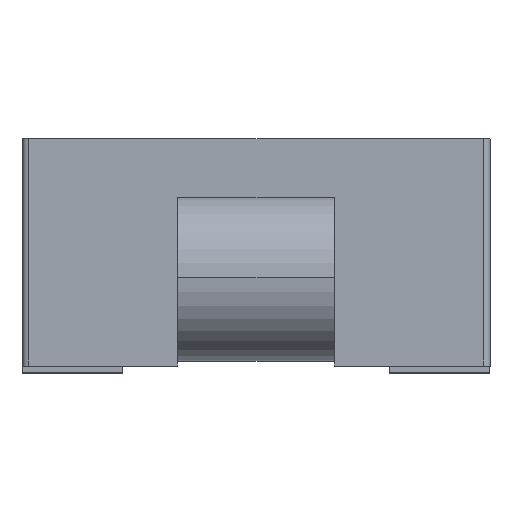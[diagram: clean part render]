
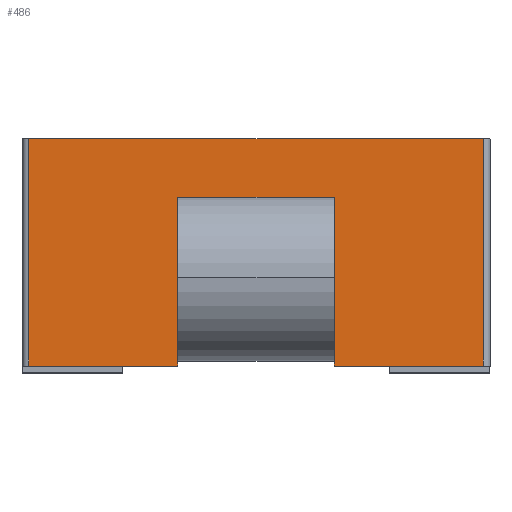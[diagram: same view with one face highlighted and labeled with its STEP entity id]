
A CAD part, top view. The second image highlights one B-rep face of the part: STEP entity #486.
In plain terms, the highlighted planar face has unit normal (0, 0, 1).
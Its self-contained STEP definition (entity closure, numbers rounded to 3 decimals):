
#72 = VERTEX_POINT ( 'NONE', #1209 ) ;
#86 = AXIS2_PLACEMENT_3D ( 'NONE', #1664, #625, #608 ) ;
#91 = VERTEX_POINT ( 'NONE', #1874 ) ;
#122 = CARTESIAN_POINT ( 'NONE',  ( 0.1, 3.5, 0. ) ) ;
#197 = DIRECTION ( 'NONE',  ( 1., 0., 0. ) ) ;
#304 = LINE ( 'NONE', #2624, #2656 ) ;
#316 = VECTOR ( 'NONE', #437, 1000. ) ;
#425 = VECTOR ( 'NONE', #2374, 1000. ) ;
#437 = DIRECTION ( 'NONE',  ( -1., 0., 0. ) ) ;
#486 = ADVANCED_FACE ( 'NONE', ( #1072 ), #2507, .F. ) ;
#550 = EDGE_CURVE ( 'NONE', #1504, #91, #1991, .T. ) ;
#553 = CARTESIAN_POINT ( 'NONE',  ( 6.9, 0.1, 0. ) ) ;
#569 = VECTOR ( 'NONE', #1260, 1000. ) ;
#576 = VECTOR ( 'NONE', #1825, 1000. ) ;
#597 = CARTESIAN_POINT ( 'NONE',  ( 2.332, 0.1, 0. ) ) ;
#608 = DIRECTION ( 'NONE',  ( -1., 0., 0. ) ) ;
#625 = DIRECTION ( 'NONE',  ( 0., 0., -1. ) ) ;
#649 = CARTESIAN_POINT ( 'NONE',  ( 2.332, 2.623, 0. ) ) ;
#729 = VERTEX_POINT ( 'NONE', #2204 ) ;
#832 = LINE ( 'NONE', #2519, #569 ) ;
#840 = ORIENTED_EDGE ( 'NONE', *, *, #2063, .F. ) ;
#907 = LINE ( 'NONE', #1775, #1411 ) ;
#975 = LINE ( 'NONE', #1662, #576 ) ;
#994 = ORIENTED_EDGE ( 'NONE', *, *, #1197, .T. ) ;
#1040 = ORIENTED_EDGE ( 'NONE', *, *, #1046, .F. ) ;
#1046 = EDGE_CURVE ( 'NONE', #1504, #2457, #2132, .T. ) ;
#1050 = LINE ( 'NONE', #649, #316 ) ;
#1072 = FACE_OUTER_BOUND ( 'NONE', #1544, .T. ) ;
#1113 = ORIENTED_EDGE ( 'NONE', *, *, #2271, .T. ) ;
#1193 = VERTEX_POINT ( 'NONE', #2234 ) ;
#1197 = EDGE_CURVE ( 'NONE', #1540, #2457, #304, .T. ) ;
#1209 = CARTESIAN_POINT ( 'NONE',  ( 4.668, 0.1, 0. ) ) ;
#1260 = DIRECTION ( 'NONE',  ( 0., 1., 0. ) ) ;
#1339 = ORIENTED_EDGE ( 'NONE', *, *, #1849, .T. ) ;
#1411 = VECTOR ( 'NONE', #2617, 1000. ) ;
#1412 = EDGE_CURVE ( 'NONE', #72, #1193, #832, .T. ) ;
#1504 = VERTEX_POINT ( 'NONE', #122 ) ;
#1540 = VERTEX_POINT ( 'NONE', #553 ) ;
#1544 = EDGE_LOOP ( 'NONE', ( #1113, #840, #1944, #1932, #1339, #994, #1040, #1845 ) ) ;
#1633 = VECTOR ( 'NONE', #197, 1000. ) ;
#1655 = LINE ( 'NONE', #597, #2182 ) ;
#1662 = CARTESIAN_POINT ( 'NONE',  ( 0., 0.1, 0. ) ) ;
#1664 = CARTESIAN_POINT ( 'NONE',  ( 0., 16.22, 0. ) ) ;
#1750 = CARTESIAN_POINT ( 'NONE',  ( 2.332, 0.1, 0. ) ) ;
#1775 = CARTESIAN_POINT ( 'NONE',  ( 0., 0.1, 0. ) ) ;
#1825 = DIRECTION ( 'NONE',  ( 1., 0., 0. ) ) ;
#1845 = ORIENTED_EDGE ( 'NONE', *, *, #550, .T. ) ;
#1849 = EDGE_CURVE ( 'NONE', #72, #1540, #907, .T. ) ;
#1852 = VERTEX_POINT ( 'NONE', #1750 ) ;
#1874 = CARTESIAN_POINT ( 'NONE',  ( 0.1, 0.1, 0. ) ) ;
#1932 = ORIENTED_EDGE ( 'NONE', *, *, #1412, .F. ) ;
#1944 = ORIENTED_EDGE ( 'NONE', *, *, #2390, .F. ) ;
#1970 = CARTESIAN_POINT ( 'NONE',  ( 0.1, 16.22, 0. ) ) ;
#1991 = LINE ( 'NONE', #1970, #425 ) ;
#2063 = EDGE_CURVE ( 'NONE', #729, #1852, #1655, .T. ) ;
#2102 = CARTESIAN_POINT ( 'NONE',  ( 0., 3.5, 0. ) ) ;
#2132 = LINE ( 'NONE', #2102, #1633 ) ;
#2182 = VECTOR ( 'NONE', #2319, 1000. ) ;
#2204 = CARTESIAN_POINT ( 'NONE',  ( 2.332, 2.623, 0. ) ) ;
#2234 = CARTESIAN_POINT ( 'NONE',  ( 4.668, 2.623, 0. ) ) ;
#2271 = EDGE_CURVE ( 'NONE', #91, #1852, #975, .T. ) ;
#2319 = DIRECTION ( 'NONE',  ( 0., -1., 0. ) ) ;
#2374 = DIRECTION ( 'NONE',  ( 0., -1., 0. ) ) ;
#2390 = EDGE_CURVE ( 'NONE', #1193, #729, #1050, .T. ) ;
#2412 = CARTESIAN_POINT ( 'NONE',  ( 6.9, 3.5, 0. ) ) ;
#2438 = DIRECTION ( 'NONE',  ( 0., 1., 0. ) ) ;
#2457 = VERTEX_POINT ( 'NONE', #2412 ) ;
#2507 = PLANE ( 'NONE',  #86 ) ;
#2519 = CARTESIAN_POINT ( 'NONE',  ( 4.668, 0.1, 0. ) ) ;
#2617 = DIRECTION ( 'NONE',  ( 1., 0., 0. ) ) ;
#2624 = CARTESIAN_POINT ( 'NONE',  ( 6.9, 16.22, 0. ) ) ;
#2656 = VECTOR ( 'NONE', #2438, 1000. ) ;
